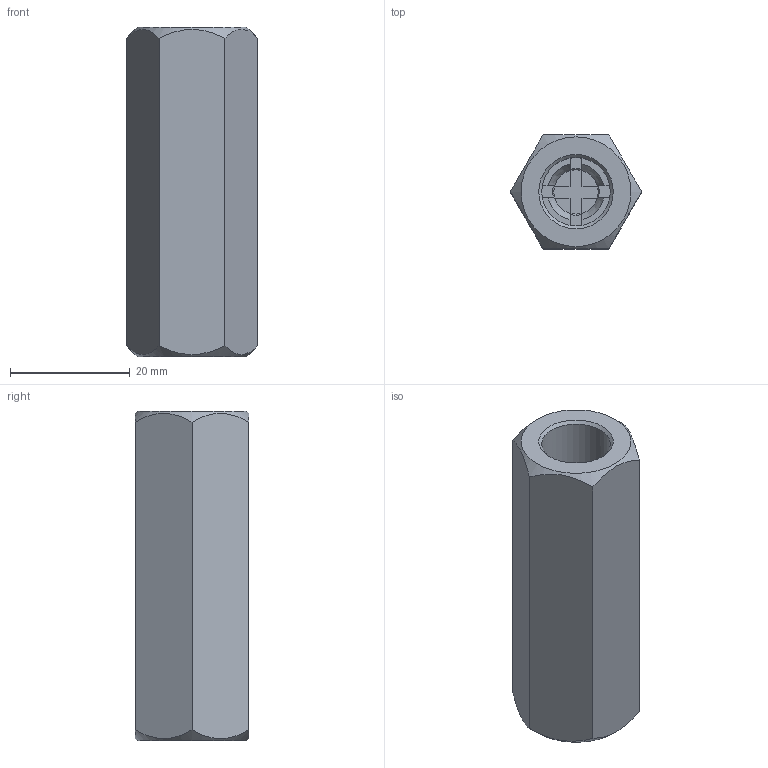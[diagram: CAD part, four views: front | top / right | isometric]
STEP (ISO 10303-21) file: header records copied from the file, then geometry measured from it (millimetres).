
FILE_DESCRIPTION(/* description */ (''),/* implementation_level */ '2;1');
FILE_NAME(/* name */ '5R100FF0414xxxx.stp',/* time_stamp */ '2018-06-27T10:06:13+02:00',/* author */ ('aruf'),/* organization */ (''),/* preprocessor_version */ 'ST-DEVELOPER v17',/* originating_system */ 'Autodesk Inventor 2018',/* authorisation */ '');
FILE_SCHEMA (('AUTOMOTIVE_DESIGN { 1 0 10303 214 3 1 1 }'));
Length unit declared in the file: millimetre
Products named in the file (1): 5R100FF0414xxxx
Bounding box: 21.94 x 19 x 55 mm (x, y, z)
Volume: 12885.7 mm3; surface area: 6498 mm2
Topology: 3 solids, 3 shells, 68 faces, 186 edges, 127 vertices
Faces by surface type: plane 47, cylinder 13, cone 6, torus 2
Full cylindrical faces by diameter (mm): 5.2 x2, 7 x1, 7.4 x1, 7.6 x1, 8.5 x1, 9.7 x1, 11.445 x2
Entity records: 2227 total; most frequent: CARTESIAN_POINT 421, DIRECTION 379, ORIENTED_EDGE 370, EDGE_CURVE 185, AXIS2_PLACEMENT_3D 145, VERTEX_POINT 127, LINE 89, VECTOR 89
